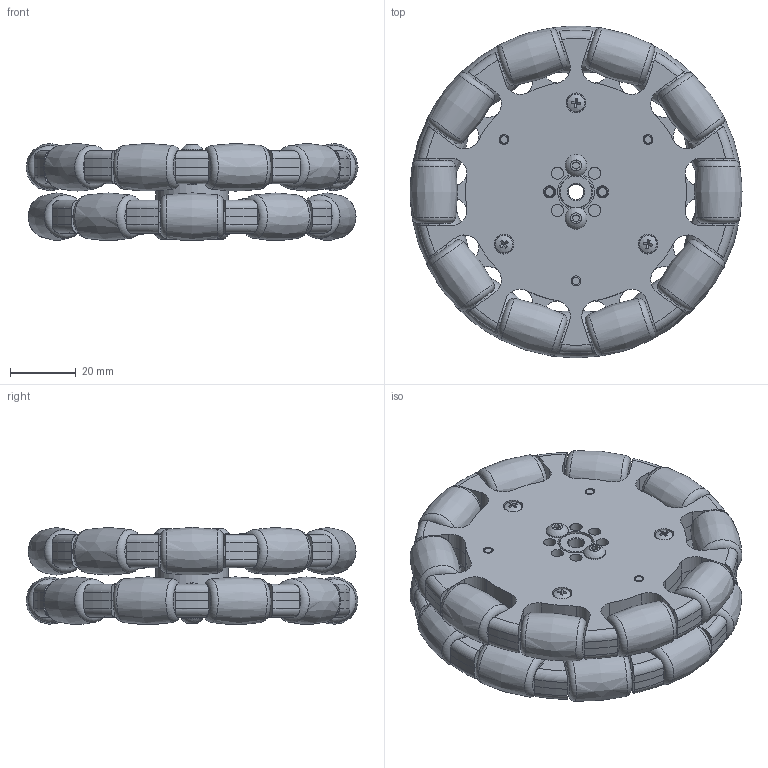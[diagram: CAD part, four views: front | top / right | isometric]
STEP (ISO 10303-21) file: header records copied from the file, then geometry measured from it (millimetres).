
FILE_DESCRIPTION(/* description */ (''),/* implementation_level */ '2;1');
FILE_NAME(/* name */ '36466_TXM-4 inch Dual Omni Wheel v1.step',/* time_stamp */ '2020-10-25T13:29:58-04:00',/* author */ (''),/* organization */ (''),/* preprocessor_version */ 'ST-DEVELOPER v18.1',/* originating_system */ 'Autodesk Translation Framework v9.3.0.1241',/* authorisation */ '');
FILE_SCHEMA (('AUTOMOTIVE_DESIGN { 1 0 10303 214 3 1 1 }'));
Length unit declared in the file: millimetre
Products named in the file (1): 36466_TXM-4 inch Dual Omni Wheel
Bounding box: 100.7 x 100.7 x 29.46 mm (x, y, z)
Volume: 142501.2 mm3; surface area: 81684.6 mm2
Topology: 83 solids, 83 shells, 1566 faces, 3744 edges, 2394 vertices
Faces by surface type: plane 1112, cylinder 300, torus 92, cone 26, bspline 20, sphere 16
Full cylindrical faces by diameter (mm): 2.3 x12, 2.705 x4, 3 x12, 3.3 x32, 3.505 x4, 3.7 x32, 4.8 x2, 5.6 x12, 6 x12, 6.655 x4, 7.85 x2, 8 x1, 8.1 x4, 10.168 x2, 11.2 x4, 22 x1
Entity records: 47040 total; most frequent: CARTESIAN_POINT 8941, DIRECTION 7800, ORIENTED_EDGE 7480, EDGE_CURVE 3740, LINE 2614, VECTOR 2614, AXIS2_PLACEMENT_3D 2593, VERTEX_POINT 2394
